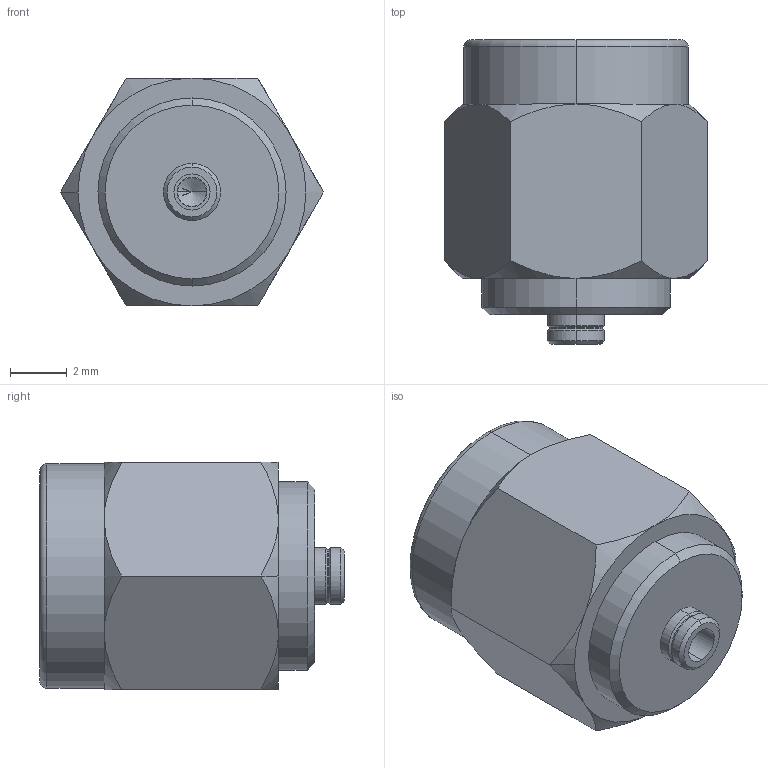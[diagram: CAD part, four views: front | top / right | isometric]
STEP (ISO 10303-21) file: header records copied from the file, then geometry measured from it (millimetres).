
FILE_DESCRIPTION (( 'STEP AP214' ), '1' );
FILE_NAME ('SM9854_3D.step', '2025-01-09T01:16:01', ( '' ), ( '' ), 'SwSTEP 2.0', 'SolidWorks 2022', '' );
FILE_SCHEMA (( 'AUTOMOTIVE_DESIGN' ));
Length unit declared in the file: inch
Products named in the file (4): SM9854-MA1; SM9854_3D; SM9854-MA3; SM9854
Assembly tree (3 placements, depth 2):
  SM9854_3D
    SM9854
    SM9854-MA3
    SM9854-MA1
Bounding box: 9.24 x 10.69 x 8 mm (x, y, z)
Volume: 372.8 mm3; surface area: 829.5 mm2
Topology: 3 solids, 3 shells, 88 faces, 182 edges, 109 vertices
Faces by surface type: cylinder 34, cone 30, plane 22, torus 2
Entity records: 2749 total; most frequent: CARTESIAN_POINT 571, DIRECTION 434, ORIENTED_EDGE 360, AXIS2_PLACEMENT_3D 188, EDGE_CURVE 180, VERTEX_POINT 109, EDGE_LOOP 105, CIRCLE 94
